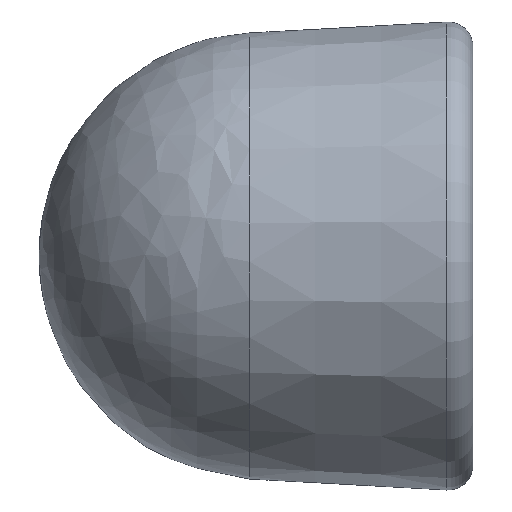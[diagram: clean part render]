
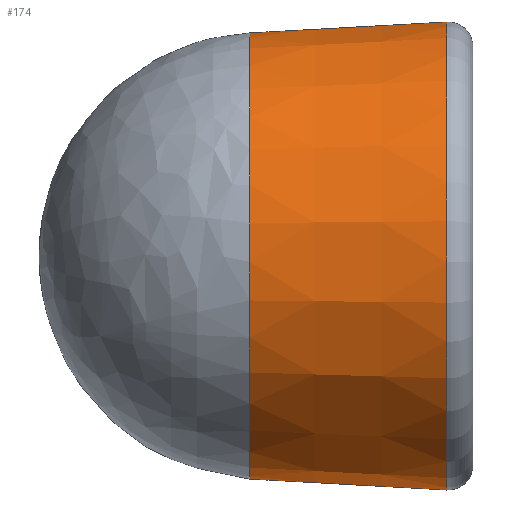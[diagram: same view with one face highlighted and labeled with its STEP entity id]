
A CAD part, left-side view. The second image highlights one B-rep face of the part: STEP entity #174.
In plain terms, the highlighted conical face has half-angle 3.18 degrees and reference radius 9.25 mm.
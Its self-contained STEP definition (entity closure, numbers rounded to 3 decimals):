
#15=CONICAL_SURFACE('',#212,9.25,0.056);
#26=FACE_OUTER_BOUND('',#36,.T.);
#36=EDGE_LOOP('',(#130,#131,#132,#133,#134,#135,#136,#137));
#44=LINE('',#316,#49);
#49=VECTOR('',#260,9.25);
#56=CIRCLE('',#205,9.441);
#57=CIRCLE('',#206,9.441);
#61=CIRCLE('',#210,9.441);
#62=CIRCLE('',#213,9.);
#63=CIRCLE('',#214,9.);
#64=CIRCLE('',#215,9.);
#75=VERTEX_POINT('',#298);
#76=VERTEX_POINT('',#299);
#77=VERTEX_POINT('',#301);
#80=VERTEX_POINT('',#311);
#81=VERTEX_POINT('',#312);
#82=VERTEX_POINT('',#314);
#95=EDGE_CURVE('',#75,#76,#56,.T.);
#96=EDGE_CURVE('',#76,#77,#57,.T.);
#100=EDGE_CURVE('',#77,#75,#61,.T.);
#101=EDGE_CURVE('',#80,#81,#62,.T.);
#102=EDGE_CURVE('',#82,#80,#63,.T.);
#103=EDGE_CURVE('',#82,#76,#44,.T.);
#104=EDGE_CURVE('',#81,#82,#64,.T.);
#130=ORIENTED_EDGE('',*,*,#101,.F.);
#131=ORIENTED_EDGE('',*,*,#102,.F.);
#132=ORIENTED_EDGE('',*,*,#103,.T.);
#133=ORIENTED_EDGE('',*,*,#95,.F.);
#134=ORIENTED_EDGE('',*,*,#100,.F.);
#135=ORIENTED_EDGE('',*,*,#96,.F.);
#136=ORIENTED_EDGE('',*,*,#103,.F.);
#137=ORIENTED_EDGE('',*,*,#104,.F.);
#174=ADVANCED_FACE('',(#26),#15,.T.);
#205=AXIS2_PLACEMENT_3D('',#300,#240,#241);
#206=AXIS2_PLACEMENT_3D('',#302,#242,#243);
#210=AXIS2_PLACEMENT_3D('',#308,#250,#251);
#212=AXIS2_PLACEMENT_3D('',#310,#254,#255);
#213=AXIS2_PLACEMENT_3D('',#313,#256,#257);
#214=AXIS2_PLACEMENT_3D('',#315,#258,#259);
#215=AXIS2_PLACEMENT_3D('',#317,#261,#262);
#240=DIRECTION('center_axis',(0.,-1.,0.));
#241=DIRECTION('ref_axis',(0.853,0.,0.522));
#242=DIRECTION('center_axis',(0.,-1.,0.));
#243=DIRECTION('ref_axis',(0.853,0.,0.522));
#250=DIRECTION('center_axis',(0.,-1.,0.));
#251=DIRECTION('ref_axis',(0.853,0.,0.522));
#254=DIRECTION('center_axis',(0.,-1.,0.));
#255=DIRECTION('ref_axis',(-0.853,0.,-0.522));
#256=DIRECTION('center_axis',(0.,1.,0.));
#257=DIRECTION('ref_axis',(-0.853,0.,-0.522));
#258=DIRECTION('center_axis',(0.,1.,0.));
#259=DIRECTION('ref_axis',(-0.853,0.,-0.522));
#260=DIRECTION('',(0.047,-0.998,0.029));
#261=DIRECTION('center_axis',(0.,1.,0.));
#262=DIRECTION('ref_axis',(-0.853,0.,-0.522));
#298=CARTESIAN_POINT('',(-8.051,0.555,-4.932));
#299=CARTESIAN_POINT('',(8.051,0.555,4.932));
#300=CARTESIAN_POINT('Origin',(0.,0.555,0.));
#301=CARTESIAN_POINT('',(-4.932,0.555,8.051));
#302=CARTESIAN_POINT('Origin',(0.,0.555,0.));
#308=CARTESIAN_POINT('Origin',(0.,0.555,0.));
#310=CARTESIAN_POINT('Origin',(0.,4.,0.));
#311=CARTESIAN_POINT('',(-7.674,8.499,-4.702));
#312=CARTESIAN_POINT('',(-4.702,8.499,7.674));
#313=CARTESIAN_POINT('Origin',(0.,8.499,0.));
#314=CARTESIAN_POINT('',(7.674,8.499,4.702));
#315=CARTESIAN_POINT('Origin',(0.,8.499,0.));
#316=CARTESIAN_POINT('',(7.887,4.,4.832));
#317=CARTESIAN_POINT('Origin',(0.,8.499,0.));
